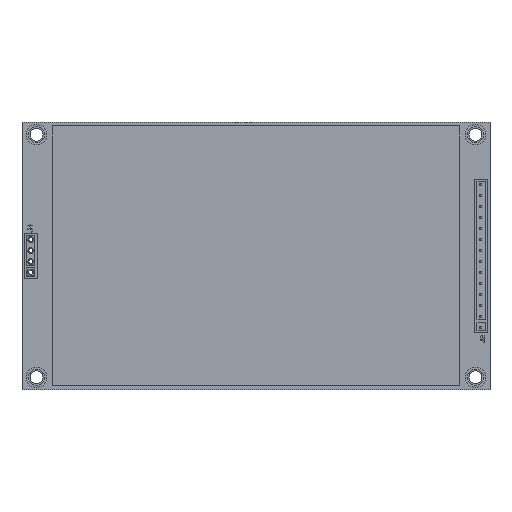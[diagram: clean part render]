
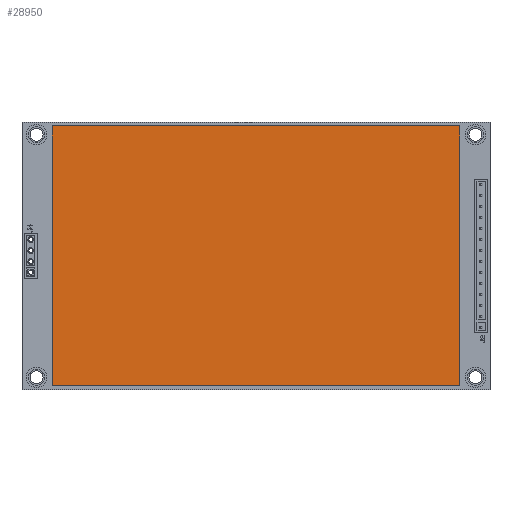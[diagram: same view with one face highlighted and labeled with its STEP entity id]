
A CAD part, top view. The second image highlights one B-rep face of the part: STEP entity #28950.
In plain terms, the highlighted planar face has unit normal (0, 0, 1).
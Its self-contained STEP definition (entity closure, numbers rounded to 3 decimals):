
#249 = VECTOR ( 'NONE', #34788, 1000. ) ;
#1643 = ORIENTED_EDGE ( 'NONE', *, *, #33656, .T. ) ;
#4164 = DIRECTION ( 'NONE',  ( -1., 0., 0. ) ) ;
#4342 = CARTESIAN_POINT ( 'NONE',  ( -47., 30., 4.9 ) ) ;
#6630 = DIRECTION ( 'NONE',  ( 0., 0., 1. ) ) ;
#8824 = CARTESIAN_POINT ( 'NONE',  ( 0., 0., 4.9 ) ) ;
#8825 = DIRECTION ( 'NONE',  ( 0., -1., 0. ) ) ;
#9177 = LINE ( 'NONE', #22954, #23128 ) ;
#12129 = EDGE_CURVE ( 'NONE', #24379, #26687, #27013, .T. ) ;
#12336 = VERTEX_POINT ( 'NONE', #4342 ) ;
#14190 = PLANE ( 'NONE',  #18325 ) ;
#14340 = CARTESIAN_POINT ( 'NONE',  ( -47., -30., 4.9 ) ) ;
#15009 = ORIENTED_EDGE ( 'NONE', *, *, #17319, .T. ) ;
#16168 = EDGE_LOOP ( 'NONE', ( #20799, #1643, #15009, #19106 ) ) ;
#16537 = FACE_OUTER_BOUND ( 'NONE', #16168, .T. ) ;
#17319 = EDGE_CURVE ( 'NONE', #12336, #27828, #9177, .T. ) ;
#17405 = CARTESIAN_POINT ( 'NONE',  ( 47., 30., 4.9 ) ) ;
#18325 = AXIS2_PLACEMENT_3D ( 'NONE', #8824, #6630, #28299 ) ;
#18401 = EDGE_CURVE ( 'NONE', #27828, #24379, #23885, .T. ) ;
#18480 = CARTESIAN_POINT ( 'NONE',  ( -47., -30., 4.9 ) ) ;
#18599 = VECTOR ( 'NONE', #4164, 1000. ) ;
#19106 = ORIENTED_EDGE ( 'NONE', *, *, #18401, .T. ) ;
#20799 = ORIENTED_EDGE ( 'NONE', *, *, #12129, .T. ) ;
#22954 = CARTESIAN_POINT ( 'NONE',  ( -47., 30., 4.9 ) ) ;
#23128 = VECTOR ( 'NONE', #8825, 1000. ) ;
#23885 = LINE ( 'NONE', #18480, #249 ) ;
#24379 = VERTEX_POINT ( 'NONE', #33757 ) ;
#26687 = VERTEX_POINT ( 'NONE', #17405 ) ;
#27013 = LINE ( 'NONE', #27367, #28984 ) ;
#27367 = CARTESIAN_POINT ( 'NONE',  ( 47., 30., 4.9 ) ) ;
#27828 = VERTEX_POINT ( 'NONE', #14340 ) ;
#28299 = DIRECTION ( 'NONE',  ( 1., 0., 0. ) ) ;
#28950 = ADVANCED_FACE ( 'NONE', ( #16537 ), #14190, .T. ) ;
#28984 = VECTOR ( 'NONE', #33125, 1000. ) ;
#31594 = LINE ( 'NONE', #34972, #18599 ) ;
#33125 = DIRECTION ( 'NONE',  ( 0., 1., 0. ) ) ;
#33656 = EDGE_CURVE ( 'NONE', #26687, #12336, #31594, .T. ) ;
#33757 = CARTESIAN_POINT ( 'NONE',  ( 47., -30., 4.9 ) ) ;
#34788 = DIRECTION ( 'NONE',  ( 1., 0., 0. ) ) ;
#34972 = CARTESIAN_POINT ( 'NONE',  ( -47., 30., 4.9 ) ) ;
